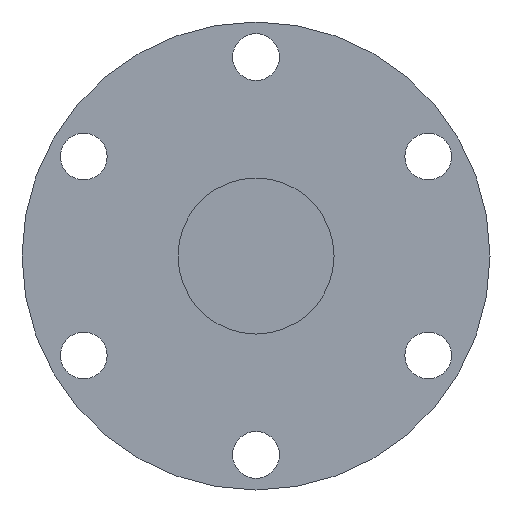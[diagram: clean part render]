
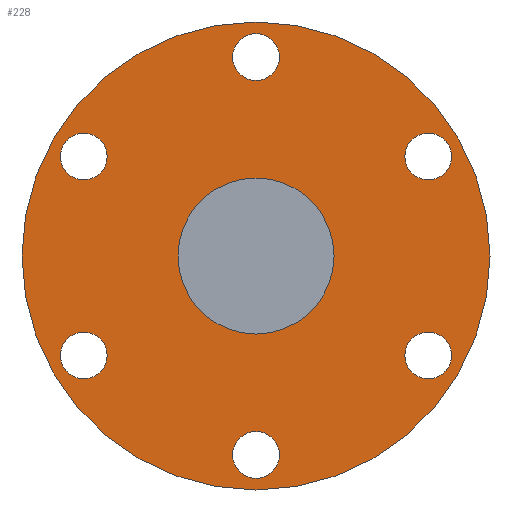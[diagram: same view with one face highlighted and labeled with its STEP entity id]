
A CAD part, left-side view. The second image highlights one B-rep face of the part: STEP entity #228.
In plain terms, the highlighted planar face has unit normal (-1, 0, 0).
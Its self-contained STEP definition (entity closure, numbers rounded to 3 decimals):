
#15=FACE_BOUND('',#58,.T.);
#16=FACE_BOUND('',#59,.T.);
#17=FACE_BOUND('',#60,.T.);
#18=FACE_BOUND('',#61,.T.);
#19=FACE_BOUND('',#62,.T.);
#20=FACE_BOUND('',#63,.T.);
#21=FACE_BOUND('',#64,.T.);
#31=PLANE('',#273);
#44=FACE_OUTER_BOUND('',#57,.T.);
#57=EDGE_LOOP('',(#192));
#58=EDGE_LOOP('',(#193));
#59=EDGE_LOOP('',(#194));
#60=EDGE_LOOP('',(#195));
#61=EDGE_LOOP('',(#196));
#62=EDGE_LOOP('',(#197));
#63=EDGE_LOOP('',(#198));
#64=EDGE_LOOP('',(#199));
#92=CIRCLE('',#246,5.);
#95=CIRCLE('',#253,1.5);
#97=CIRCLE('',#256,1.5);
#99=CIRCLE('',#259,1.5);
#101=CIRCLE('',#262,1.5);
#103=CIRCLE('',#265,1.5);
#105=CIRCLE('',#268,1.5);
#107=CIRCLE('',#271,15.);
#110=VERTEX_POINT('',#352);
#113=VERTEX_POINT('',#364);
#115=VERTEX_POINT('',#370);
#117=VERTEX_POINT('',#376);
#119=VERTEX_POINT('',#382);
#121=VERTEX_POINT('',#388);
#123=VERTEX_POINT('',#394);
#125=VERTEX_POINT('',#400);
#129=EDGE_CURVE('',#110,#110,#92,.T.);
#133=EDGE_CURVE('',#113,#113,#95,.T.);
#136=EDGE_CURVE('',#115,#115,#97,.T.);
#139=EDGE_CURVE('',#117,#117,#99,.T.);
#142=EDGE_CURVE('',#119,#119,#101,.T.);
#145=EDGE_CURVE('',#121,#121,#103,.T.);
#148=EDGE_CURVE('',#123,#123,#105,.T.);
#151=EDGE_CURVE('',#125,#125,#107,.T.);
#192=ORIENTED_EDGE('',*,*,#151,.T.);
#193=ORIENTED_EDGE('',*,*,#129,.T.);
#194=ORIENTED_EDGE('',*,*,#148,.T.);
#195=ORIENTED_EDGE('',*,*,#145,.T.);
#196=ORIENTED_EDGE('',*,*,#142,.T.);
#197=ORIENTED_EDGE('',*,*,#139,.T.);
#198=ORIENTED_EDGE('',*,*,#136,.T.);
#199=ORIENTED_EDGE('',*,*,#133,.T.);
#228=ADVANCED_FACE('',(#44,#15,#16,#17,#18,#19,#20,#21),#31,.T.);
#246=AXIS2_PLACEMENT_3D('',#354,#282,#283);
#253=AXIS2_PLACEMENT_3D('',#365,#297,#298);
#256=AXIS2_PLACEMENT_3D('',#371,#304,#305);
#259=AXIS2_PLACEMENT_3D('',#377,#311,#312);
#262=AXIS2_PLACEMENT_3D('',#383,#318,#319);
#265=AXIS2_PLACEMENT_3D('',#389,#325,#326);
#268=AXIS2_PLACEMENT_3D('',#395,#332,#333);
#271=AXIS2_PLACEMENT_3D('',#401,#339,#340);
#273=AXIS2_PLACEMENT_3D('',#405,#344,#345);
#282=DIRECTION('center_axis',(1.,0.,0.));
#283=DIRECTION('ref_axis',(0.,-1.,0.));
#297=DIRECTION('center_axis',(1.,0.,0.));
#298=DIRECTION('ref_axis',(0.,-1.,0.));
#304=DIRECTION('center_axis',(1.,0.,0.));
#305=DIRECTION('ref_axis',(0.,-1.,0.));
#311=DIRECTION('center_axis',(1.,0.,0.));
#312=DIRECTION('ref_axis',(0.,-1.,0.));
#318=DIRECTION('center_axis',(1.,0.,0.));
#319=DIRECTION('ref_axis',(0.,-1.,0.));
#325=DIRECTION('center_axis',(1.,0.,0.));
#326=DIRECTION('ref_axis',(0.,-1.,0.));
#332=DIRECTION('center_axis',(1.,0.,0.));
#333=DIRECTION('ref_axis',(0.,-1.,0.));
#339=DIRECTION('center_axis',(-1.,0.,0.));
#340=DIRECTION('ref_axis',(0.,-1.,0.));
#344=DIRECTION('center_axis',(-1.,0.,0.));
#345=DIRECTION('ref_axis',(0.,-1.,0.));
#352=CARTESIAN_POINT('',(-10.,5.,0.));
#354=CARTESIAN_POINT('Origin',(-10.,0.,0.));
#364=CARTESIAN_POINT('',(-10.,-9.542,-6.375));
#365=CARTESIAN_POINT('Origin',(-10.,-11.042,-6.375));
#370=CARTESIAN_POINT('',(-10.,1.5,12.75));
#371=CARTESIAN_POINT('Origin',(-10.,0.,12.75));
#376=CARTESIAN_POINT('',(-10.,12.542,-6.375));
#377=CARTESIAN_POINT('Origin',(-10.,11.042,-6.375));
#382=CARTESIAN_POINT('',(-10.,-9.542,6.375));
#383=CARTESIAN_POINT('Origin',(-10.,-11.042,6.375));
#388=CARTESIAN_POINT('',(-10.,12.542,6.375));
#389=CARTESIAN_POINT('Origin',(-10.,11.042,6.375));
#394=CARTESIAN_POINT('',(-10.,1.5,-12.75));
#395=CARTESIAN_POINT('Origin',(-10.,0.,-12.75));
#400=CARTESIAN_POINT('',(-10.,15.,0.));
#401=CARTESIAN_POINT('Origin',(-10.,0.,0.));
#405=CARTESIAN_POINT('Origin',(-10.,0.,0.));
